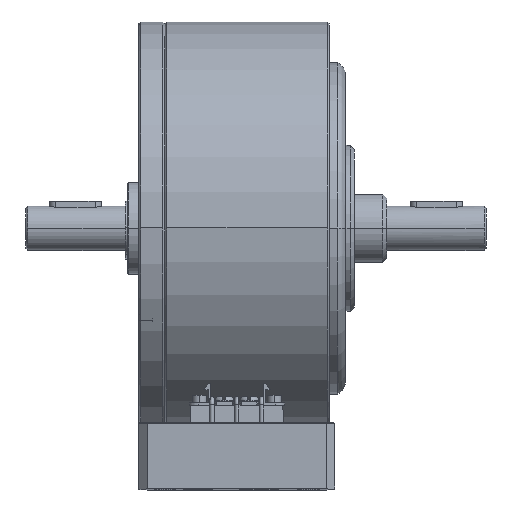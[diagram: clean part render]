
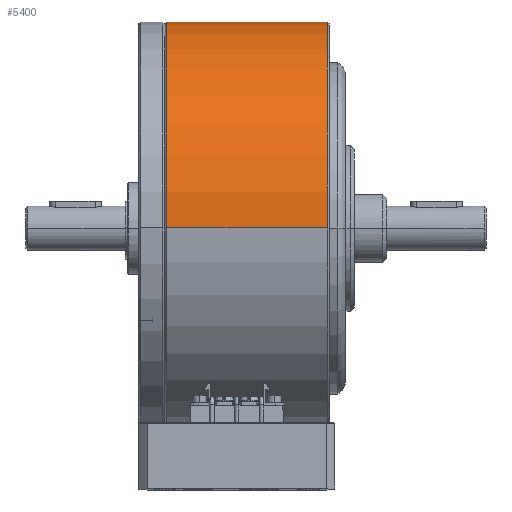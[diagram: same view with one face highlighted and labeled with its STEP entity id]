
A CAD part, top view. The second image highlights one B-rep face of the part: STEP entity #5400.
In plain terms, the highlighted cylindrical face has radius 78.994 mm (diameter 157.988 mm), a partial arc.
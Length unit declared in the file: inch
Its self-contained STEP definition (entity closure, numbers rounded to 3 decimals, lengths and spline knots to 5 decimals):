
#241 = ORIENTED_EDGE ( 'NONE', *, *, #720, .T. ) ;
#720 = EDGE_CURVE ( 'NONE', #14971, #15904, #7359, .T. ) ;
#971 = DIRECTION ( 'NONE',  ( 1., 0., 0. ) ) ;
#1265 = CIRCLE ( 'NONE', #12720, 3.11 ) ;
#1420 = VECTOR ( 'NONE', #1985, 39.37008 ) ;
#1985 = DIRECTION ( 'NONE',  ( 1., 0., 0. ) ) ;
#2800 = CYLINDRICAL_SURFACE ( 'NONE', #19292, 3.11 ) ;
#5400 = ADVANCED_FACE ( 'NONE', ( #22872 ), #2800, .T. ) ;
#6015 = CARTESIAN_POINT ( 'NONE',  ( 2.867, 0., 0. ) ) ;
#6188 = CARTESIAN_POINT ( 'NONE',  ( 2.867, 0., 3.11 ) ) ;
#7003 = EDGE_LOOP ( 'NONE', ( #23002, #12939, #241, #11588 ) ) ;
#7359 = LINE ( 'NONE', #6188, #12668 ) ;
#7500 = VERTEX_POINT ( 'NONE', #15543 ) ;
#7578 = CARTESIAN_POINT ( 'NONE',  ( 2.837, 0., 0. ) ) ;
#8994 = EDGE_CURVE ( 'NONE', #21105, #7500, #19407, .T. ) ;
#9210 = EDGE_CURVE ( 'NONE', #21105, #14971, #9502, .T. ) ;
#9502 = CIRCLE ( 'NONE', #10600, 3.11 ) ;
#9850 = DIRECTION ( 'NONE',  ( 0., 0., 1. ) ) ;
#10600 = AXIS2_PLACEMENT_3D ( 'NONE', #14455, #971, #16723 ) ;
#11588 = ORIENTED_EDGE ( 'NONE', *, *, #16758, .F. ) ;
#12668 = VECTOR ( 'NONE', #12894, 39.37008 ) ;
#12720 = AXIS2_PLACEMENT_3D ( 'NONE', #7578, #23323, #9850 ) ;
#12894 = DIRECTION ( 'NONE',  ( 1., 0., 0. ) ) ;
#12939 = ORIENTED_EDGE ( 'NONE', *, *, #9210, .T. ) ;
#14455 = CARTESIAN_POINT ( 'NONE',  ( 0.422, 0., 0. ) ) ;
#14971 = VERTEX_POINT ( 'NONE', #15689 ) ;
#15441 = CARTESIAN_POINT ( 'NONE',  ( 2.837, 0., 3.11 ) ) ;
#15543 = CARTESIAN_POINT ( 'NONE',  ( 2.837, 0., -3.11 ) ) ;
#15689 = CARTESIAN_POINT ( 'NONE',  ( 0.422, 0., 3.11 ) ) ;
#15904 = VERTEX_POINT ( 'NONE', #15441 ) ;
#16723 = DIRECTION ( 'NONE',  ( 0., 0., 1. ) ) ;
#16758 = EDGE_CURVE ( 'NONE', #7500, #15904, #1265, .T. ) ;
#17136 = DIRECTION ( 'NONE',  ( 1., 0., 0. ) ) ;
#17382 = CARTESIAN_POINT ( 'NONE',  ( 0.422, 0., -3.11 ) ) ;
#19292 = AXIS2_PLACEMENT_3D ( 'NONE', #6015, #17136, #21768 ) ;
#19407 = LINE ( 'NONE', #26666, #1420 ) ;
#21105 = VERTEX_POINT ( 'NONE', #17382 ) ;
#21768 = DIRECTION ( 'NONE',  ( 0., 0., 1. ) ) ;
#22872 = FACE_OUTER_BOUND ( 'NONE', #7003, .T. ) ;
#23002 = ORIENTED_EDGE ( 'NONE', *, *, #8994, .F. ) ;
#23323 = DIRECTION ( 'NONE',  ( 1., 0., 0. ) ) ;
#26666 = CARTESIAN_POINT ( 'NONE',  ( 2.867, 0., -3.11 ) ) ;
